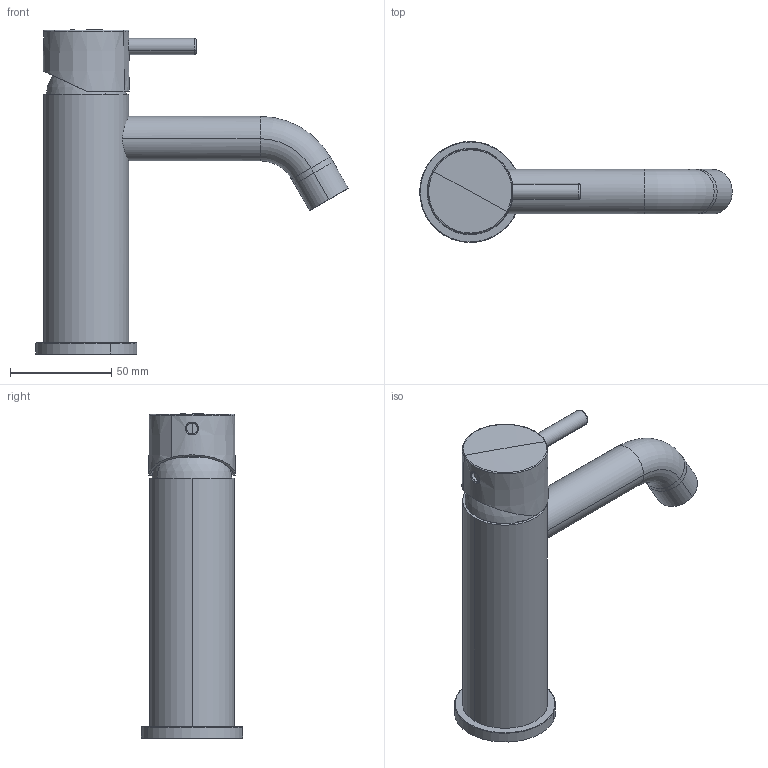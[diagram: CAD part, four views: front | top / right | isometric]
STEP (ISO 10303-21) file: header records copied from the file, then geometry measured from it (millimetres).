
FILE_DESCRIPTION(('CATIA V5 STEP Exchange','CAx-IF Rec.Pracs.--- Model Styling and Organization---1.5--- 2016-08-15','CAx-IF Rec.Pracs.---Supplemental Geometry---1.0---2011-11-01','CAx-IF Rec.Pracs.--- Composite Materials ---3.4---2017-06-13','CAx-IF Rec.Pracs.---Tessellated 3D Geometry---1.0---2015-12-17'),'2;1');
FILE_NAME('LN000540.stp','2023-01-30T13:00:36+00:00',('none'),('none'),'CATIA Version 5-6 Release 2020 SP2','CATIA V5 STEP AP242 v2','none');
FILE_SCHEMA(('AP242_MANAGED_MODEL_BASED_3D_ENGINEERING_MIM_LF {1 0 10303 442 1 1 4}'));
Length unit declared in the file: millimetre
Products named in the file (1): PR0440.001_AllCATPart
Bounding box: 154.52 x 49.99 x 160.25 mm (x, y, z)
Volume: 261917.6 mm3; surface area: 47541.9 mm2
Topology: 1 solids, 10 shells, 296 faces, 719 edges, 454 vertices
Faces by surface type: plane 94, cylinder 74, torus 43, cone 42, bspline 35, sphere 8
Entity records: 11256 total; most frequent: CARTESIAN_POINT 5115, ORIENTED_EDGE 1426, DIRECTION 863, EDGE_CURVE 713, VERTEX_POINT 447, AXIS2_PLACEMENT_3D 435, EDGE_LOOP 314, ADVANCED_FACE 296
